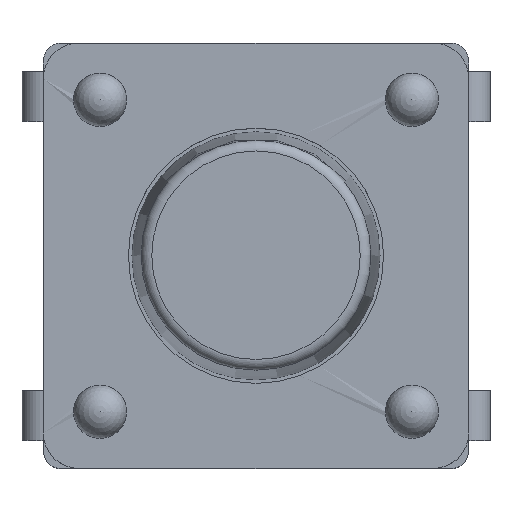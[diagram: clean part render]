
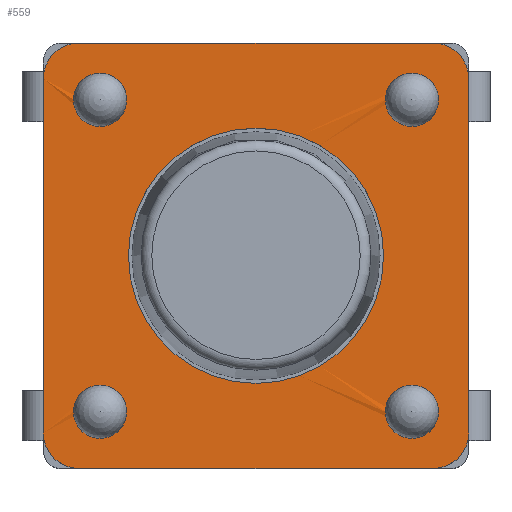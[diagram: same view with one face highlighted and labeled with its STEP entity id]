
A CAD part, top view. The second image highlights one B-rep face of the part: STEP entity #559.
In plain terms, the highlighted planar face has unit normal (0, 0, 1).
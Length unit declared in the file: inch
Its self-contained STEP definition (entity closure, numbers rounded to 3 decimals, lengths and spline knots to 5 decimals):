
#402=CARTESIAN_POINT('',(-0.09843,-0.11811,0.12677));
#403=VERTEX_POINT('',#402);
#404=CARTESIAN_POINT('',(-0.11811,-0.09843,0.12677));
#405=VERTEX_POINT('',#404);
#406=CARTESIAN_POINT('',(-0.09843,-0.09843,0.12677));
#407=DIRECTION('',(0.0,0.0,-1.0));
#408=DIRECTION('',(-0.707,-0.707,0.0));
#409=AXIS2_PLACEMENT_3D('',#406,#407,#408);
#410=CIRCLE('',#409,0.01969);
#411=EDGE_CURVE('',#403,#405,#410,.T.);
#439=CARTESIAN_POINT('',(0.12992,0.12992,0.12677));
#440=DIRECTION('',(0.0,0.0,1.0));
#441=DIRECTION('',(1.0,0.0,0.0));
#442=AXIS2_PLACEMENT_3D('',#439,#440,#441);
#443=PLANE('',#442);
#444=ORIENTED_EDGE('',*,*,#411,.F.);
#445=CARTESIAN_POINT('',(0.09843,-0.11811,0.12677));
#446=VERTEX_POINT('',#445);
#447=CARTESIAN_POINT('',(0.09843,-0.11811,0.12677));
#448=DIRECTION('',(-1.0,0.0,0.0));
#449=VECTOR('',#448,0.19685);
#450=LINE('',#447,#449);
#451=EDGE_CURVE('',#446,#403,#450,.T.);
#452=ORIENTED_EDGE('',*,*,#451,.F.);
#453=CARTESIAN_POINT('',(0.11811,-0.09843,0.12677));
#454=VERTEX_POINT('',#453);
#455=CARTESIAN_POINT('',(0.09843,-0.09843,0.12677));
#456=DIRECTION('',(0.0,0.0,-1.0));
#457=DIRECTION('',(0.707,-0.707,0.0));
#458=AXIS2_PLACEMENT_3D('',#455,#456,#457);
#459=CIRCLE('',#458,0.01969);
#460=EDGE_CURVE('',#454,#446,#459,.T.);
#461=ORIENTED_EDGE('',*,*,#460,.F.);
#462=CARTESIAN_POINT('',(0.11811,0.09843,0.12677));
#463=VERTEX_POINT('',#462);
#464=CARTESIAN_POINT('',(0.11811,0.09843,0.12677));
#465=DIRECTION('',(0.0,-1.0,0.0));
#466=VECTOR('',#465,0.19685);
#467=LINE('',#464,#466);
#468=EDGE_CURVE('',#463,#454,#467,.T.);
#469=ORIENTED_EDGE('',*,*,#468,.F.);
#470=CARTESIAN_POINT('',(0.09843,0.11811,0.12677));
#471=VERTEX_POINT('',#470);
#472=CARTESIAN_POINT('',(0.09843,0.09843,0.12677));
#473=DIRECTION('',(0.0,0.0,-1.0));
#474=DIRECTION('',(0.707,0.707,0.0));
#475=AXIS2_PLACEMENT_3D('',#472,#473,#474);
#476=CIRCLE('',#475,0.01969);
#477=EDGE_CURVE('',#471,#463,#476,.T.);
#478=ORIENTED_EDGE('',*,*,#477,.F.);
#479=CARTESIAN_POINT('',(-0.09843,0.11811,0.12677));
#480=VERTEX_POINT('',#479);
#481=CARTESIAN_POINT('',(-0.09843,0.11811,0.12677));
#482=DIRECTION('',(1.0,0.0,0.0));
#483=VECTOR('',#482,0.19685);
#484=LINE('',#481,#483);
#485=EDGE_CURVE('',#480,#471,#484,.T.);
#486=ORIENTED_EDGE('',*,*,#485,.F.);
#487=CARTESIAN_POINT('',(-0.11811,0.09843,0.12677));
#488=VERTEX_POINT('',#487);
#489=CARTESIAN_POINT('',(-0.09843,0.09843,0.12677));
#490=DIRECTION('',(0.0,0.0,-1.0));
#491=DIRECTION('',(-0.707,0.707,0.0));
#492=AXIS2_PLACEMENT_3D('',#489,#490,#491);
#493=CIRCLE('',#492,0.01969);
#494=EDGE_CURVE('',#488,#480,#493,.T.);
#495=ORIENTED_EDGE('',*,*,#494,.F.);
#496=CARTESIAN_POINT('',(-0.11811,-0.09843,0.12677));
#497=DIRECTION('',(0.0,1.0,0.0));
#498=VECTOR('',#497,0.19685);
#499=LINE('',#496,#498);
#500=EDGE_CURVE('',#405,#488,#499,.T.);
#501=ORIENTED_EDGE('',*,*,#500,.F.);
#502=EDGE_LOOP('',(#444,#452,#461,#469,#478,#486,#495,#501));
#503=FACE_OUTER_BOUND('',#502,.T.);
#504=CARTESIAN_POINT('',(-0.07087,0.,0.12677));
#505=VERTEX_POINT('',#504);
#506=CARTESIAN_POINT('',(0.,0.,0.12677));
#507=DIRECTION('',(0.0,0.0,-1.0));
#508=DIRECTION('',(1.0,0.0,0.0));
#509=AXIS2_PLACEMENT_3D('',#506,#507,#508);
#510=CIRCLE('',#509,0.07087);
#511=EDGE_CURVE('',#505,#505,#510,.T.);
#512=ORIENTED_EDGE('',*,*,#511,.T.);
#513=EDGE_LOOP('',(#512));
#514=FACE_BOUND('',#513,.T.);
#515=CARTESIAN_POINT('',(0.07185,0.08661,0.12726));
#516=VERTEX_POINT('',#515);
#517=CARTESIAN_POINT('',(0.08661,0.08661,0.12677));
#518=DIRECTION('',(0.0,0.0,1.0));
#519=DIRECTION('',(-1.0,0.0,0.0));
#520=AXIS2_PLACEMENT_3D('',#517,#518,#519);
#521=CIRCLE('',#520,0.01476);
#522=EDGE_CURVE('',#516,#516,#521,.T.);
#523=ORIENTED_EDGE('',*,*,#522,.F.);
#524=EDGE_LOOP('',(#523));
#525=FACE_BOUND('',#524,.T.);
#526=CARTESIAN_POINT('',(-0.10138,0.08661,0.12726));
#527=VERTEX_POINT('',#526);
#528=CARTESIAN_POINT('',(-0.08661,0.08661,0.12677));
#529=DIRECTION('',(0.0,0.0,1.0));
#530=DIRECTION('',(-1.0,0.0,0.0));
#531=AXIS2_PLACEMENT_3D('',#528,#529,#530);
#532=CIRCLE('',#531,0.01476);
#533=EDGE_CURVE('',#527,#527,#532,.T.);
#534=ORIENTED_EDGE('',*,*,#533,.F.);
#535=EDGE_LOOP('',(#534));
#536=FACE_BOUND('',#535,.T.);
#537=CARTESIAN_POINT('',(-0.10138,-0.08661,0.12726));
#538=VERTEX_POINT('',#537);
#539=CARTESIAN_POINT('',(-0.08661,-0.08661,0.12677));
#540=DIRECTION('',(0.0,0.0,1.0));
#541=DIRECTION('',(-1.0,0.0,0.0));
#542=AXIS2_PLACEMENT_3D('',#539,#540,#541);
#543=CIRCLE('',#542,0.01476);
#544=EDGE_CURVE('',#538,#538,#543,.T.);
#545=ORIENTED_EDGE('',*,*,#544,.F.);
#546=EDGE_LOOP('',(#545));
#547=FACE_BOUND('',#546,.T.);
#548=CARTESIAN_POINT('',(0.07185,-0.08661,0.12726));
#549=VERTEX_POINT('',#548);
#550=CARTESIAN_POINT('',(0.08661,-0.08661,0.12677));
#551=DIRECTION('',(0.0,0.0,1.0));
#552=DIRECTION('',(-1.0,0.0,0.0));
#553=AXIS2_PLACEMENT_3D('',#550,#551,#552);
#554=CIRCLE('',#553,0.01476);
#555=EDGE_CURVE('',#549,#549,#554,.T.);
#556=ORIENTED_EDGE('',*,*,#555,.F.);
#557=EDGE_LOOP('',(#556));
#558=FACE_BOUND('',#557,.T.);
#559=ADVANCED_FACE('',(#503,#514,#525,#536,#547,#558),#443,.T.);
